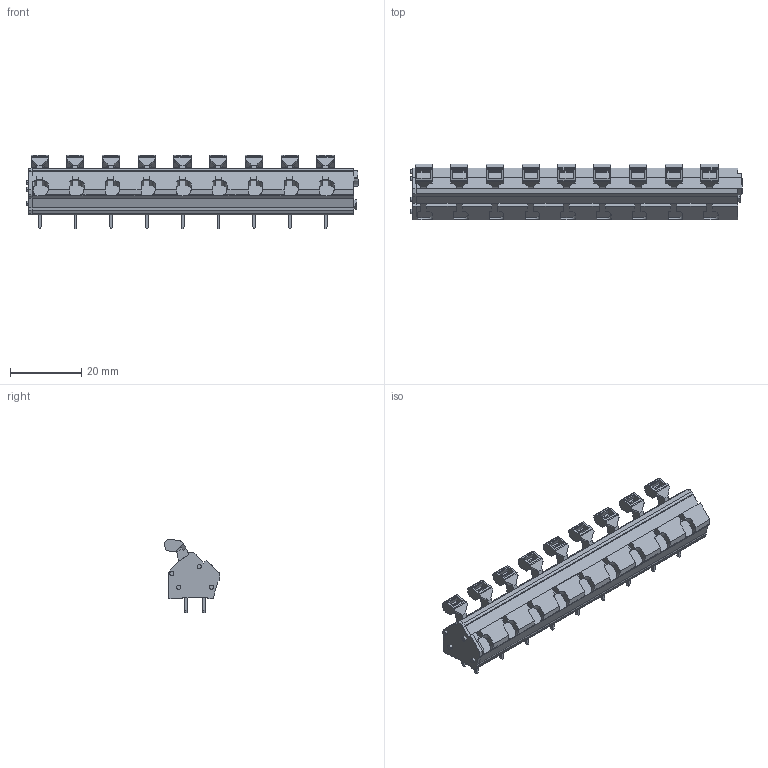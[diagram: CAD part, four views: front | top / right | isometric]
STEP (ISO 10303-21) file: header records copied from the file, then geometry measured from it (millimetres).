
FILE_DESCRIPTION(('CATIA V5 STEP Exchange','CAx-IF Rec.Pracs.--- Model Styling and Organization---1.4--- 2014-01-23'),'2;1');
FILE_NAME ('D1460285_1', '2022-09-14T05:47:31+00:00', ('none'), ('Weidmueller'), 'CATIA Version 5-6 Release 2016 SP3 HF44', 'CATIA V5 STEP AP214', 'none');
FILE_SCHEMA(('AUTOMOTIVE_DESIGN { 1 0 10303 214 1 1 1 1 }'));
Length unit declared in the file: millimetre
Products named in the file (1): 1954000000
Bounding box: 92.9 x 15.6 x 20.65 mm (x, y, z)
Volume: 13312.8 mm3; surface area: 6987.6 mm2
Topology: 29 solids, 29 shells, 893 faces, 2406 edges, 1592 vertices
Faces by surface type: plane 695, cylinder 198
Entity records: 27714 total; most frequent: CARTESIAN_POINT 5571, ORIENTED_EDGE 4812, DIRECTION 3665, EDGE_CURVE 2406, VECTOR 2001, LINE 2001, VERTEX_POINT 1592, AXIS2_PLACEMENT_3D 969
